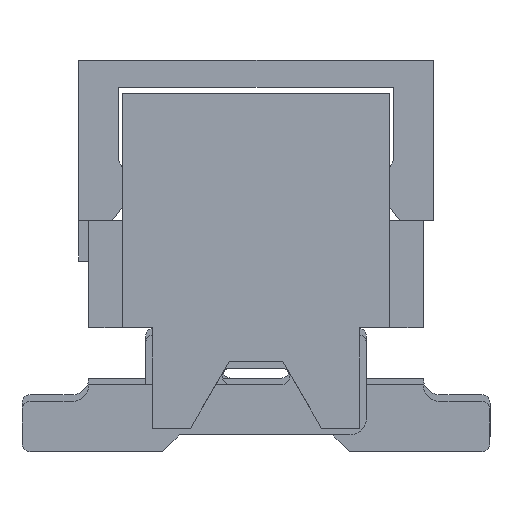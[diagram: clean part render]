
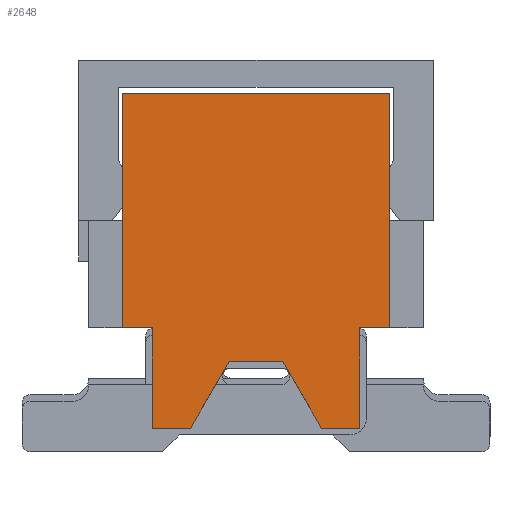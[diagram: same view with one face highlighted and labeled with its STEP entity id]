
A CAD part, left-side view. The second image highlights one B-rep face of the part: STEP entity #2648.
In plain terms, the highlighted planar face has unit normal (-1, 0, 0).
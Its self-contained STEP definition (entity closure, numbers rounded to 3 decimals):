
#2648 = ADVANCED_FACE( '', ( #5544 ), #5545, .F. );
#5544 = FACE_OUTER_BOUND( '', #8702, .T. );
#5545 = PLANE( '', #8703 );
#8702 = EDGE_LOOP( '', ( #16538, #16539, #16540, #16541, #16542, #16543, #16544, #16545, #16546, #16547, #16548, #16549, #16550, #16551 ) );
#8703 = AXIS2_PLACEMENT_3D( '', #16552, #16553, #16554 );
#16538 = ORIENTED_EDGE( '', *, *, #20719, .F. );
#16539 = ORIENTED_EDGE( '', *, *, #22415, .F. );
#16540 = ORIENTED_EDGE( '', *, *, #22663, .F. );
#16541 = ORIENTED_EDGE( '', *, *, #23098, .F. );
#16542 = ORIENTED_EDGE( '', *, *, #22859, .F. );
#16543 = ORIENTED_EDGE( '', *, *, #22547, .F. );
#16544 = ORIENTED_EDGE( '', *, *, #22818, .F. );
#16545 = ORIENTED_EDGE( '', *, *, #23099, .F. );
#16546 = ORIENTED_EDGE( '', *, *, #23100, .F. );
#16547 = ORIENTED_EDGE( '', *, *, #22314, .F. );
#16548 = ORIENTED_EDGE( '', *, *, #23101, .T. );
#16549 = ORIENTED_EDGE( '', *, *, #20759, .F. );
#16550 = ORIENTED_EDGE( '', *, *, #21000, .F. );
#16551 = ORIENTED_EDGE( '', *, *, #23102, .F. );
#16552 = CARTESIAN_POINT( '', ( -14.235, 0., 0. ) );
#16553 = DIRECTION( '', ( 1., 0., 0. ) );
#16554 = DIRECTION( '', ( 0., 0., -1. ) );
#20719 = EDGE_CURVE( '', #25411, #24312, #25412, .T. );
#20759 = EDGE_CURVE( '', #25472, #25473, #25474, .T. );
#21000 = EDGE_CURVE( '', #25912, #25472, #25913, .T. );
#22314 = EDGE_CURVE( '', #27928, #27930, #27931, .T. );
#22415 = EDGE_CURVE( '', #28067, #25411, #28069, .T. );
#22547 = EDGE_CURVE( '', #28240, #28242, #28243, .T. );
#22663 = EDGE_CURVE( '', #28390, #28067, #28392, .T. );
#22818 = EDGE_CURVE( '', #28588, #28240, #28590, .T. );
#22859 = EDGE_CURVE( '', #28242, #28637, #28639, .T. );
#23098 = EDGE_CURVE( '', #28637, #28390, #28920, .T. );
#23099 = EDGE_CURVE( '', #28921, #28588, #28922, .T. );
#23100 = EDGE_CURVE( '', #27930, #28921, #28923, .T. );
#23101 = EDGE_CURVE( '', #27928, #25473, #28924, .T. );
#23102 = EDGE_CURVE( '', #24312, #25912, #28925, .T. );
#24312 = VERTEX_POINT( '', #30456 );
#25411 = VERTEX_POINT( '', #32076 );
#25412 = LINE( '', #32077, #32078 );
#25472 = VERTEX_POINT( '', #32167 );
#25473 = VERTEX_POINT( '', #32168 );
#25474 = LINE( '', #32169, #32170 );
#25912 = VERTEX_POINT( '', #32842 );
#25913 = LINE( '', #32843, #32844 );
#27928 = VERTEX_POINT( '', #35893 );
#27930 = VERTEX_POINT( '', #35896 );
#27931 = LINE( '', #35897, #35898 );
#28067 = VERTEX_POINT( '', #36133 );
#28069 = LINE( '', #36136, #36137 );
#28240 = VERTEX_POINT( '', #36398 );
#28242 = VERTEX_POINT( '', #36401 );
#28243 = LINE( '', #36402, #36403 );
#28390 = VERTEX_POINT( '', #36627 );
#28392 = LINE( '', #36630, #36631 );
#28588 = VERTEX_POINT( '', #36931 );
#28590 = LINE( '', #36934, #36935 );
#28637 = VERTEX_POINT( '', #37003 );
#28639 = LINE( '', #37006, #37007 );
#28920 = LINE( '', #37427, #37428 );
#28921 = VERTEX_POINT( '', #37429 );
#28922 = LINE( '', #37430, #37431 );
#28923 = LINE( '', #37432, #37433 );
#28924 = LINE( '', #37434, #37435 );
#28925 = LINE( '', #37436, #37437 );
#30456 = CARTESIAN_POINT( '', ( -14.235, 2., 0.8 ) );
#32076 = CARTESIAN_POINT( '', ( -14.235, 2., -0.8 ) );
#32077 = CARTESIAN_POINT( '', ( -14.235, 2., -0.8 ) );
#32078 = VECTOR( '', #39197, 1000. );
#32167 = CARTESIAN_POINT( '', ( -14.235, -2., 2.7 ) );
#32168 = CARTESIAN_POINT( '', ( -14.235, -2., 0.8 ) );
#32169 = CARTESIAN_POINT( '', ( -14.235, -2., 2.7 ) );
#32170 = VECTOR( '', #39227, 1000. );
#32842 = CARTESIAN_POINT( '', ( -14.235, 2., 2.7 ) );
#32843 = CARTESIAN_POINT( '', ( -14.235, 2., 2.7 ) );
#32844 = VECTOR( '', #39462, 1000. );
#35893 = CARTESIAN_POINT( '', ( -14.235, -2., -0.8 ) );
#35896 = CARTESIAN_POINT( '', ( -14.235, -1.55, -0.8 ) );
#35897 = CARTESIAN_POINT( '', ( -14.235, -2.5, -0.8 ) );
#35898 = VECTOR( '', #40555, 1000. );
#36133 = CARTESIAN_POINT( '', ( -14.235, 1.55, -0.8 ) );
#36136 = CARTESIAN_POINT( '', ( -14.235, 2.5, -0.8 ) );
#36137 = VECTOR( '', #40656, 1000. );
#36398 = CARTESIAN_POINT( '', ( -14.235, -0.4, -1.3 ) );
#36401 = CARTESIAN_POINT( '', ( -14.235, 0.4, -1.3 ) );
#36402 = CARTESIAN_POINT( '', ( -14.235, -0.4, -1.3 ) );
#36403 = VECTOR( '', #40751, 1000. );
#36627 = CARTESIAN_POINT( '', ( -14.235, 1.55, -2.3 ) );
#36630 = CARTESIAN_POINT( '', ( -14.235, 1.55, -0.8 ) );
#36631 = VECTOR( '', #40836, 1000. );
#36931 = CARTESIAN_POINT( '', ( -14.235, -0.98, -2.3 ) );
#36934 = CARTESIAN_POINT( '', ( -14.235, -0.98, -2.3 ) );
#36935 = VECTOR( '', #40942, 1000. );
#37003 = CARTESIAN_POINT( '', ( -14.235, 0.98, -2.3 ) );
#37006 = CARTESIAN_POINT( '', ( -14.235, 0.4, -1.3 ) );
#37007 = VECTOR( '', #40968, 1000. );
#37427 = CARTESIAN_POINT( '', ( -14.235, 0.98, -2.3 ) );
#37428 = VECTOR( '', #41135, 1000. );
#37429 = CARTESIAN_POINT( '', ( -14.235, -1.55, -2.3 ) );
#37430 = CARTESIAN_POINT( '', ( -14.235, -1.55, -2.3 ) );
#37431 = VECTOR( '', #41136, 1000. );
#37432 = CARTESIAN_POINT( '', ( -14.235, -1.55, -0.8 ) );
#37433 = VECTOR( '', #41137, 1000. );
#37434 = CARTESIAN_POINT( '', ( -14.235, -2., -0.8 ) );
#37435 = VECTOR( '', #41138, 1000. );
#37436 = CARTESIAN_POINT( '', ( -14.235, 2., 0.8 ) );
#37437 = VECTOR( '', #41139, 1000. );
#39197 = DIRECTION( '', ( 0., 0., 1. ) );
#39227 = DIRECTION( '', ( 0., 0., -1. ) );
#39462 = DIRECTION( '', ( 0., -1., 0. ) );
#40555 = DIRECTION( '', ( 0., 1., 0. ) );
#40656 = DIRECTION( '', ( 0., 1., 0. ) );
#40751 = DIRECTION( '', ( 0., 1., 0. ) );
#40836 = DIRECTION( '', ( 0., 0., 1. ) );
#40942 = DIRECTION( '', ( 0., 0.502, 0.865 ) );
#40968 = DIRECTION( '', ( 0., 0.502, -0.865 ) );
#41135 = DIRECTION( '', ( 0., 1., 0. ) );
#41136 = DIRECTION( '', ( 0., 1., 0. ) );
#41137 = DIRECTION( '', ( 0., 0., -1. ) );
#41138 = DIRECTION( '', ( 0., 0., 1. ) );
#41139 = DIRECTION( '', ( 0., 0., 1. ) );
